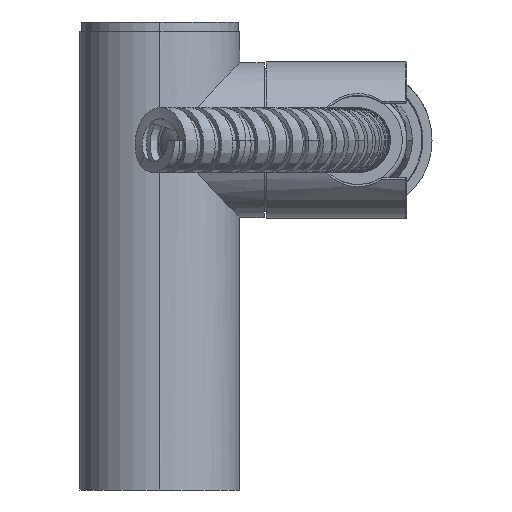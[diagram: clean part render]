
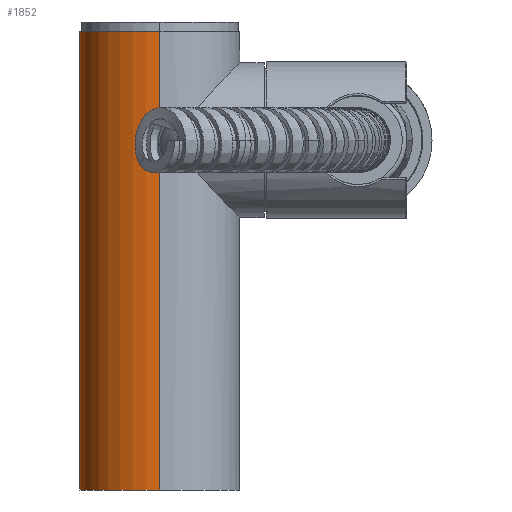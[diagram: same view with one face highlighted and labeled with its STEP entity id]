
A CAD part, front view. The second image highlights one B-rep face of the part: STEP entity #1852.
In plain terms, the highlighted cylindrical face has radius 17.25 mm (diameter 34.5 mm), a partial arc.
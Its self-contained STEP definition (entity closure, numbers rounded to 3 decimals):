
#368=CARTESIAN_POINT('',(0.,0.,0.));
#369=DIRECTION('',(0.,0.,1.));
#370=DIRECTION('',(0.,1.,0.));
#371=AXIS2_PLACEMENT_3D('',#368,#369,#370);
#414=DIRECTION('',(0.,0.,1.));
#415=VECTOR('',#414,99.);
#416=CARTESIAN_POINT('',(0.,17.25,0.));
#417=LINE('',#416,#415);
#418=DIRECTION('',(0.,0.,1.));
#419=VECTOR('',#418,99.);
#420=CARTESIAN_POINT('',(0.,-17.25,0.));
#421=LINE('',#420,#419);
#532=CARTESIAN_POINT('',(0.,0.,99.));
#533=DIRECTION('',(0.,0.,1.));
#534=DIRECTION('',(0.,1.,0.));
#535=AXIS2_PLACEMENT_3D('',#532,#533,#534);
#988=CARTESIAN_POINT('',(0.,17.25,0.));
#989=CARTESIAN_POINT('',(0.,-17.25,0.));
#990=VERTEX_POINT('',#988);
#991=VERTEX_POINT('',#989);
#992=CARTESIAN_POINT('',(0.,17.25,99.));
#993=CARTESIAN_POINT('',(0.,-17.25,99.));
#994=VERTEX_POINT('',#992);
#995=VERTEX_POINT('',#993);
#1838=CARTESIAN_POINT('',(0.,0.,0.));
#1839=DIRECTION('',(0.,0.,1.));
#1840=DIRECTION('',(0.,1.,0.));
#1841=AXIS2_PLACEMENT_3D('',#1838,#1839,#1840);
#1842=CYLINDRICAL_SURFACE('',#1841,17.25);
#1843=ORIENTED_EDGE('',*,*,#1805,.F.);
#1845=ORIENTED_EDGE('',*,*,#1844,.T.);
#1847=ORIENTED_EDGE('',*,*,#1846,.T.);
#1849=ORIENTED_EDGE('',*,*,#1848,.F.);
#1850=EDGE_LOOP('',(#1843,#1845,#1847,#1849));
#1851=FACE_OUTER_BOUND('',#1850,.F.);
#1852=ADVANCED_FACE('',(#1851),#1842,.T.);
#372=CIRCLE('',#371,17.25);
#536=CIRCLE('',#535,17.25);
#1805=EDGE_CURVE('',#990,#991,#372,.T.);
#1844=EDGE_CURVE('',#990,#994,#417,.T.);
#1846=EDGE_CURVE('',#994,#995,#536,.T.);
#1848=EDGE_CURVE('',#991,#995,#421,.T.);
